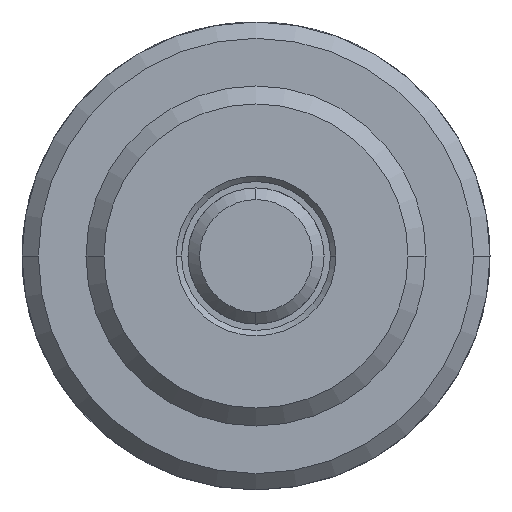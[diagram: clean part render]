
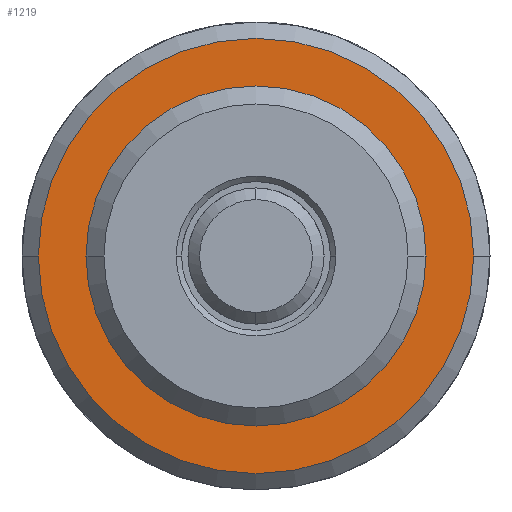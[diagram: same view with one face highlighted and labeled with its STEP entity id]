
A CAD part, left-side view. The second image highlights one B-rep face of the part: STEP entity #1219.
In plain terms, the highlighted planar face has unit normal (-1, 0, 0).
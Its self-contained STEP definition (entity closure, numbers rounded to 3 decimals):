
#133 = FACE_OUTER_BOUND ( 'NONE', #1299, .T. ) ;
#615 = EDGE_CURVE ( 'NONE', #1168, #2720, #1920, .T. ) ;
#807 = CARTESIAN_POINT ( 'NONE',  ( 12.7, 0., -7.906 ) ) ;
#817 = ORIENTED_EDGE ( 'NONE', *, *, #615, .T. ) ;
#821 = DIRECTION ( 'NONE',  ( 0., 0., -1. ) ) ;
#822 = ORIENTED_EDGE ( 'NONE', *, *, #2444, .T. ) ;
#995 = DIRECTION ( 'NONE',  ( 0., 0., -1. ) ) ;
#1055 = CARTESIAN_POINT ( 'NONE',  ( 12.7, 0., 0. ) ) ;
#1149 = DIRECTION ( 'NONE',  ( 0., 0., -1. ) ) ;
#1166 = PLANE ( 'NONE',  #3338 ) ;
#1168 = VERTEX_POINT ( 'NONE', #3576 ) ;
#1179 = DIRECTION ( 'NONE',  ( 1., 0., 0. ) ) ;
#1206 = AXIS2_PLACEMENT_3D ( 'NONE', #2706, #2988, #1149 ) ;
#1219 = ADVANCED_FACE ( 'NONE', ( #133, #1497 ), #1166, .F. ) ;
#1223 = CARTESIAN_POINT ( 'NONE',  ( 12.7, 0., 0. ) ) ;
#1299 = EDGE_LOOP ( 'NONE', ( #3677, #1525 ) ) ;
#1405 = AXIS2_PLACEMENT_3D ( 'NONE', #1223, #2818, #3099 ) ;
#1411 = EDGE_LOOP ( 'NONE', ( #822, #817 ) ) ;
#1462 = AXIS2_PLACEMENT_3D ( 'NONE', #3781, #1600, #995 ) ;
#1497 = FACE_BOUND ( 'NONE', #1411, .T. ) ;
#1507 = EDGE_CURVE ( 'NONE', #2499, #1631, #2367, .T. ) ;
#1525 = ORIENTED_EDGE ( 'NONE', *, *, #3172, .F. ) ;
#1600 = DIRECTION ( 'NONE',  ( 1., 0., 0. ) ) ;
#1631 = VERTEX_POINT ( 'NONE', #1968 ) ;
#1681 = CIRCLE ( 'NONE', #3372, 7.906 ) ;
#1817 = CARTESIAN_POINT ( 'NONE',  ( 12.7, 0., 0. ) ) ;
#1920 = CIRCLE ( 'NONE', #1206, 7.906 ) ;
#1968 = CARTESIAN_POINT ( 'NONE',  ( 12.7, 0., -10.16 ) ) ;
#1978 = DIRECTION ( 'NONE',  ( 0., 0., -1. ) ) ;
#2367 = CIRCLE ( 'NONE', #1462, 10.16 ) ;
#2444 = EDGE_CURVE ( 'NONE', #2720, #1168, #1681, .T. ) ;
#2499 = VERTEX_POINT ( 'NONE', #2868 ) ;
#2706 = CARTESIAN_POINT ( 'NONE',  ( 12.7, 0., 0. ) ) ;
#2720 = VERTEX_POINT ( 'NONE', #807 ) ;
#2818 = DIRECTION ( 'NONE',  ( 1., 0., 0. ) ) ;
#2868 = CARTESIAN_POINT ( 'NONE',  ( 12.7, 0., 10.16 ) ) ;
#2976 = CIRCLE ( 'NONE', #1405, 10.16 ) ;
#2988 = DIRECTION ( 'NONE',  ( 1., 0., 0. ) ) ;
#3099 = DIRECTION ( 'NONE',  ( 0., 0., -1. ) ) ;
#3172 = EDGE_CURVE ( 'NONE', #1631, #2499, #2976, .T. ) ;
#3338 = AXIS2_PLACEMENT_3D ( 'NONE', #1817, #1179, #821 ) ;
#3372 = AXIS2_PLACEMENT_3D ( 'NONE', #1055, #3544, #1978 ) ;
#3544 = DIRECTION ( 'NONE',  ( 1., 0., 0. ) ) ;
#3576 = CARTESIAN_POINT ( 'NONE',  ( 12.7, 0., 7.906 ) ) ;
#3677 = ORIENTED_EDGE ( 'NONE', *, *, #1507, .F. ) ;
#3781 = CARTESIAN_POINT ( 'NONE',  ( 12.7, 0., 0. ) ) ;
